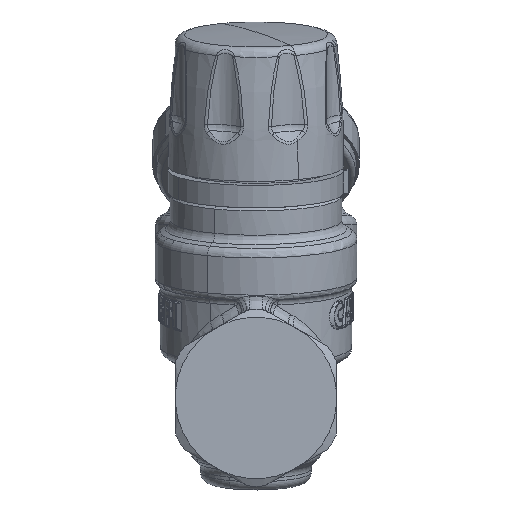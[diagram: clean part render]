
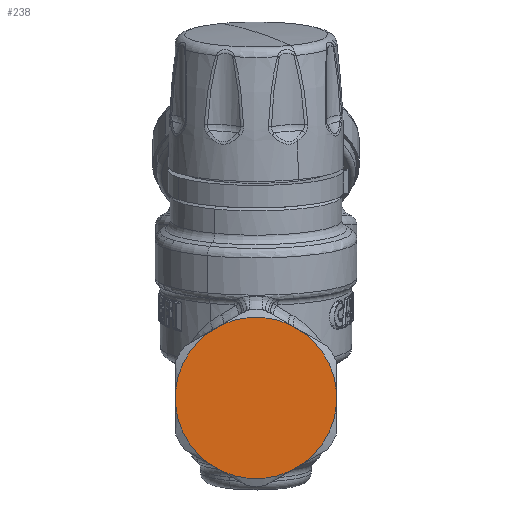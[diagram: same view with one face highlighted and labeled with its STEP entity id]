
A CAD part, front view. The second image highlights one B-rep face of the part: STEP entity #238.
In plain terms, the highlighted planar face has unit normal (0, -1, 0).
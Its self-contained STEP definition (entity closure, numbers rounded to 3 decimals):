
#135=CARTESIAN_POINT('Axis2P3D Location',(0.017,-77.611,40.887)) ;
#140=CARTESIAN_POINT('Axis2P3D Location',(0.017,-77.611,24.887)) ;
#144=CARTESIAN_POINT('Vertex',(15.942,-77.611,26.435)) ;
#146=CARTESIAN_POINT('Vertex',(9.32,-77.611,37.905)) ;
#149=CARTESIAN_POINT('Line Origine',(7.979,-77.611,38.679)) ;
#153=CARTESIAN_POINT('Vertex',(6.639,-77.611,39.452)) ;
#156=CARTESIAN_POINT('Axis2P3D Location',(0.017,-77.611,24.887)) ;
#160=CARTESIAN_POINT('Vertex',(-6.605,-77.611,39.452)) ;
#163=CARTESIAN_POINT('Line Origine',(-7.946,-77.611,38.679)) ;
#167=CARTESIAN_POINT('Vertex',(-9.286,-77.611,37.905)) ;
#170=CARTESIAN_POINT('Axis2P3D Location',(0.017,-77.611,24.887)) ;
#174=CARTESIAN_POINT('Vertex',(-15.908,-77.611,26.435)) ;
#177=CARTESIAN_POINT('Line Origine',(-15.908,-77.611,24.887)) ;
#181=CARTESIAN_POINT('Vertex',(-15.908,-77.611,23.34)) ;
#184=CARTESIAN_POINT('Axis2P3D Location',(0.017,-77.611,24.887)) ;
#188=CARTESIAN_POINT('Vertex',(-9.286,-77.611,11.869)) ;
#191=CARTESIAN_POINT('Line Origine',(-7.946,-77.611,11.096)) ;
#195=CARTESIAN_POINT('Vertex',(-6.605,-77.611,10.322)) ;
#198=CARTESIAN_POINT('Axis2P3D Location',(0.017,-77.611,24.887)) ;
#202=CARTESIAN_POINT('Vertex',(6.639,-77.611,10.322)) ;
#205=CARTESIAN_POINT('Line Origine',(7.979,-77.611,11.096)) ;
#209=CARTESIAN_POINT('Vertex',(9.32,-77.611,11.869)) ;
#212=CARTESIAN_POINT('Axis2P3D Location',(0.017,-77.611,24.887)) ;
#216=CARTESIAN_POINT('Vertex',(15.942,-77.611,23.34)) ;
#219=CARTESIAN_POINT('Line Origine',(15.942,-77.611,24.887)) ;
#151=VECTOR('Line Direction',#150,1.) ;
#165=VECTOR('Line Direction',#164,1.) ;
#179=VECTOR('Line Direction',#178,1.) ;
#193=VECTOR('Line Direction',#192,1.) ;
#207=VECTOR('Line Direction',#206,1.) ;
#221=VECTOR('Line Direction',#220,1.) ;
#136=DIRECTION('Axis2P3D Direction',(0.,-1.,0.)) ;
#137=DIRECTION('Axis2P3D XDirection',(1.,0.,0.)) ;
#141=DIRECTION('Axis2P3D Direction',(0.,-1.,0.)) ;
#150=DIRECTION('Vector Direction',(0.866,0.,-0.5)) ;
#157=DIRECTION('Axis2P3D Direction',(0.,-1.,0.)) ;
#164=DIRECTION('Vector Direction',(-0.866,0.,-0.5)) ;
#171=DIRECTION('Axis2P3D Direction',(0.,-1.,0.)) ;
#178=DIRECTION('Vector Direction',(0.,0.,-1.)) ;
#185=DIRECTION('Axis2P3D Direction',(0.,-1.,0.)) ;
#192=DIRECTION('Vector Direction',(-0.866,0.,0.5)) ;
#199=DIRECTION('Axis2P3D Direction',(0.,-1.,0.)) ;
#206=DIRECTION('Vector Direction',(0.866,0.,0.5)) ;
#213=DIRECTION('Axis2P3D Direction',(0.,-1.,0.)) ;
#220=DIRECTION('Vector Direction',(0.,0.,1.)) ;
#138=AXIS2_PLACEMENT_3D('Plane Axis2P3D',#135,#136,#137) ;
#142=AXIS2_PLACEMENT_3D('Circle Axis2P3D',#140,#141,$) ;
#158=AXIS2_PLACEMENT_3D('Circle Axis2P3D',#156,#157,$) ;
#172=AXIS2_PLACEMENT_3D('Circle Axis2P3D',#170,#171,$) ;
#186=AXIS2_PLACEMENT_3D('Circle Axis2P3D',#184,#185,$) ;
#200=AXIS2_PLACEMENT_3D('Circle Axis2P3D',#198,#199,$) ;
#214=AXIS2_PLACEMENT_3D('Circle Axis2P3D',#212,#213,$) ;
#152=LINE('Line',#149,#151) ;
#166=LINE('Line',#163,#165) ;
#180=LINE('Line',#177,#179) ;
#194=LINE('Line',#191,#193) ;
#208=LINE('Line',#205,#207) ;
#222=LINE('Line',#219,#221) ;
#143=CIRCLE('generated circle',#142,16.) ;
#159=CIRCLE('generated circle',#158,16.) ;
#173=CIRCLE('generated circle',#172,16.) ;
#187=CIRCLE('generated circle',#186,16.) ;
#201=CIRCLE('generated circle',#200,16.) ;
#215=CIRCLE('generated circle',#214,16.) ;
#139=PLANE('',#138) ;
#148=EDGE_CURVE('',#145,#147,#143,.T.) ;
#155=EDGE_CURVE('',#154,#147,#152,.T.) ;
#162=EDGE_CURVE('',#154,#161,#159,.T.) ;
#169=EDGE_CURVE('',#161,#168,#166,.T.) ;
#176=EDGE_CURVE('',#168,#175,#173,.T.) ;
#183=EDGE_CURVE('',#175,#182,#180,.T.) ;
#190=EDGE_CURVE('',#182,#189,#187,.T.) ;
#197=EDGE_CURVE('',#196,#189,#194,.T.) ;
#204=EDGE_CURVE('',#196,#203,#201,.T.) ;
#211=EDGE_CURVE('',#203,#210,#208,.T.) ;
#218=EDGE_CURVE('',#210,#217,#215,.T.) ;
#223=EDGE_CURVE('',#217,#145,#222,.T.) ;
#225=ORIENTED_EDGE('',*,*,#148,.T.) ;
#226=ORIENTED_EDGE('',*,*,#155,.F.) ;
#227=ORIENTED_EDGE('',*,*,#162,.T.) ;
#228=ORIENTED_EDGE('',*,*,#169,.T.) ;
#229=ORIENTED_EDGE('',*,*,#176,.T.) ;
#230=ORIENTED_EDGE('',*,*,#183,.T.) ;
#231=ORIENTED_EDGE('',*,*,#190,.T.) ;
#232=ORIENTED_EDGE('',*,*,#197,.F.) ;
#233=ORIENTED_EDGE('',*,*,#204,.T.) ;
#234=ORIENTED_EDGE('',*,*,#211,.T.) ;
#235=ORIENTED_EDGE('',*,*,#218,.T.) ;
#236=ORIENTED_EDGE('',*,*,#223,.T.) ;
#224=EDGE_LOOP('',(#225,#226,#227,#228,#229,#230,#231,#232,#233,#234,#235,#236)) ;
#145=VERTEX_POINT('',#144) ;
#147=VERTEX_POINT('',#146) ;
#154=VERTEX_POINT('',#153) ;
#161=VERTEX_POINT('',#160) ;
#168=VERTEX_POINT('',#167) ;
#175=VERTEX_POINT('',#174) ;
#182=VERTEX_POINT('',#181) ;
#189=VERTEX_POINT('',#188) ;
#196=VERTEX_POINT('',#195) ;
#203=VERTEX_POINT('',#202) ;
#210=VERTEX_POINT('',#209) ;
#217=VERTEX_POINT('',#216) ;
#238=ADVANCED_FACE('PartBody',(#237),#139,.T.) ;
#237=FACE_OUTER_BOUND('',#224,.T.) ;
